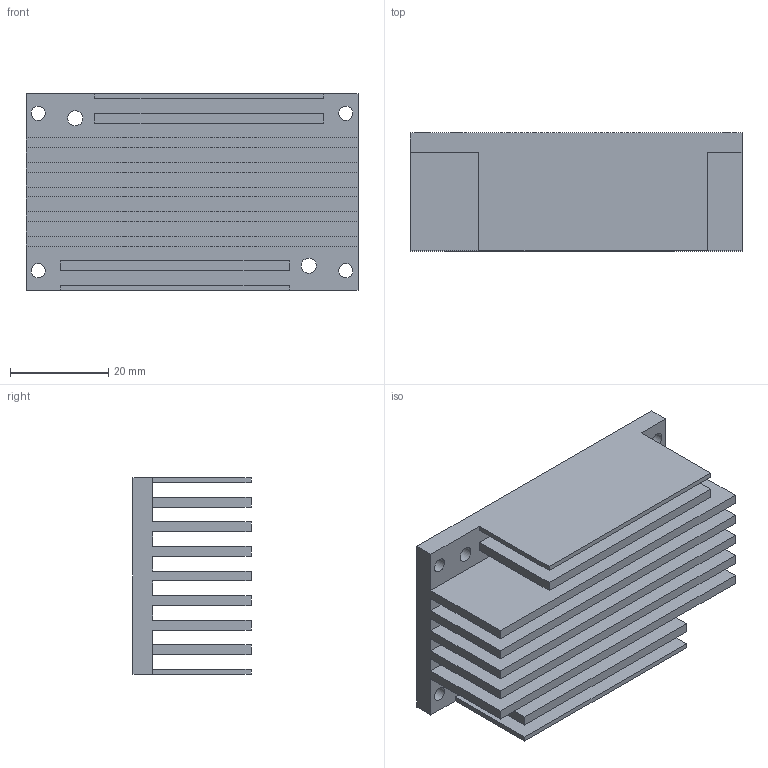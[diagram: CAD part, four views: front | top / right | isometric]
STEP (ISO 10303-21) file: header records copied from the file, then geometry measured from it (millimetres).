
FILE_DESCRIPTION(('STEP AP214'), '1');
FILE_NAME('冓儰僗闉', '', ('UNSPECIFIED'), ('UNSPECIFIED'), 'ASCON STEP Converter 1.3', 'ASCON Math Kernel', '');
FILE_SCHEMA(('AUTOMOTIVE_DESIGN { 1 0 10303 214 3 1 1}'));
Length unit declared in the file: millimetre
Bounding box: 67.5 x 24 x 40 mm (x, y, z)
Volume: 29713.9 mm3; surface area: 27980.6 mm2
Topology: 1 solids, 1 shells, 50 faces, 138 edges, 92 vertices
Faces by surface type: plane 44, cylinder 6
Full cylindrical faces by diameter (mm): 2.9 x4, 3.1 x2
Entity records: 2012 total; most frequent: CARTESIAN_POINT 275, ORIENTED_EDGE 264, DIRECTION 246, EDGE_CURVE 132, LINE 120, VECTOR 120, VERTEX_POINT 92, EDGE_LOOP 70
